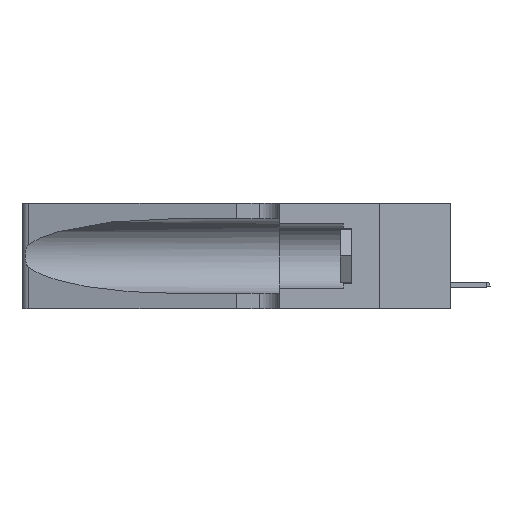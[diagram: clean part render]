
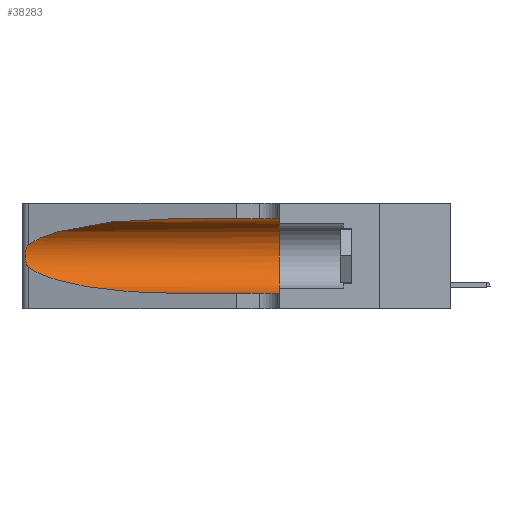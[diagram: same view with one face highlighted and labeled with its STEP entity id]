
A CAD part, left-side view. The second image highlights one B-rep face of the part: STEP entity #38283.
In plain terms, the highlighted cylindrical face has radius 3.308 mm (diameter 6.617 mm), a partial arc.
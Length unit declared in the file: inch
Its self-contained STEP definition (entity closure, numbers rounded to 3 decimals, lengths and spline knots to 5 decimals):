
#186 = CARTESIAN_POINT ( 'NONE',  ( 0.25639, 1.23184, 0.21858 ) ) ;
#360 = DIRECTION ( 'NONE',  ( 0., -1., 0. ) ) ;
#994 = LINE ( 'NONE', #38772, #27914 ) ;
#1004 = ORIENTED_EDGE ( 'NONE', *, *, #11057, .T. ) ;
#4163 = CARTESIAN_POINT ( 'NONE',  ( 0.26018, 1.23835, 0.19895 ) ) ;
#4373 = CYLINDRICAL_SURFACE ( 'NONE', #10865, 0.13025 ) ;
#4591 = VERTEX_POINT ( 'NONE', #9554 ) ;
#4601 = DIRECTION ( 'NONE',  ( 0., 1., 0. ) ) ;
#4765 =( BOUNDED_CURVE ( )  B_SPLINE_CURVE ( 3, ( #36616, #39343, #33491, #29759 ),
 .UNSPECIFIED., .F., .T. ) 
 B_SPLINE_CURVE_WITH_KNOTS ( ( 4, 4 ),
 ( 1.5708, 2.84003 ),
 .UNSPECIFIED. ) 
 CURVE ( )  GEOMETRIC_REPRESENTATION_ITEM ( )  RATIONAL_B_SPLINE_CURVE ( ( 1., 0.87, 0.87, 1. ) ) 
 REPRESENTATION_ITEM ( '' )  );
#5522 = ORIENTED_EDGE ( 'NONE', *, *, #20726, .F. ) ;
#6765 = ORIENTED_EDGE ( 'NONE', *, *, #9316, .F. ) ;
#7107 = CARTESIAN_POINT ( 'NONE',  ( 0.26017, 1.23833, 0.17102 ) ) ;
#7152 = CARTESIAN_POINT ( 'NONE',  ( 0.1305, 0.72297, 0.05475 ) ) ;
#7311 = CARTESIAN_POINT ( 'NONE',  ( 0.26075, 1.23896, 0.19203 ) ) ;
#9316 = EDGE_CURVE ( 'NONE', #37411, #38374, #33053, .T. ) ;
#9554 = CARTESIAN_POINT ( 'NONE',  ( 0.25487, 1.22718, 0.22369 ) ) ;
#9859 = CARTESIAN_POINT ( 'NONE',  ( 0.25487, 1.22718, 0.14631 ) ) ;
#10071 = CARTESIAN_POINT ( 'NONE',  ( 0.18966, 0.96281, 0.05475 ) ) ;
#10156 =( BOUNDED_CURVE ( )  B_SPLINE_CURVE ( 3, ( #9859, #22570, #10071, #7152 ),
 .UNSPECIFIED., .F., .T. ) 
 B_SPLINE_CURVE_WITH_KNOTS ( ( 4, 4 ),
 ( 3.44316, 4.71239 ),
 .UNSPECIFIED. ) 
 CURVE ( )  GEOMETRIC_REPRESENTATION_ITEM ( )  RATIONAL_B_SPLINE_CURVE ( ( 1., 0.87, 0.87, 1. ) ) 
 REPRESENTATION_ITEM ( '' )  );
#10450 = DIRECTION ( 'NONE',  ( 0., -1., 0. ) ) ;
#10688 = ORIENTED_EDGE ( 'NONE', *, *, #38267, .T. ) ;
#10865 = AXIS2_PLACEMENT_3D ( 'NONE', #16501, #10450, #20050 ) ;
#11057 = EDGE_CURVE ( 'NONE', #4591, #33877, #35170, .T. ) ;
#14777 = EDGE_CURVE ( 'NONE', #29632, #4591, #4765, .T. ) ;
#16501 = CARTESIAN_POINT ( 'NONE',  ( 0.1305, 1.61858, 0.185 ) ) ;
#17541 = ORIENTED_EDGE ( 'NONE', *, *, #14777, .T. ) ;
#18829 = VECTOR ( 'NONE', #39029, 39.37008 ) ;
#18984 = CARTESIAN_POINT ( 'NONE',  ( 0.25555, 1.22994, 0.2215 ) ) ;
#19422 = CARTESIAN_POINT ( 'NONE',  ( 0.1305, 0.72297, 0.05475 ) ) ;
#20050 = DIRECTION ( 'NONE',  ( 0., 0., -1. ) ) ;
#20235 = CARTESIAN_POINT ( 'NONE',  ( 0.25789, 1.23486, 0.15765 ) ) ;
#20248 = FACE_OUTER_BOUND ( 'NONE', #40535, .T. ) ;
#20476 = CARTESIAN_POINT ( 'NONE',  ( 0.1305, 0.35, 0.185 ) ) ;
#20726 = EDGE_CURVE ( 'NONE', #29632, #37411, #994, .T. ) ;
#22570 = CARTESIAN_POINT ( 'NONE',  ( 0.2373, 1.15595, 0.08982 ) ) ;
#23252 = CARTESIAN_POINT ( 'NONE',  ( 0.1305, 0.72297, 0.31525 ) ) ;
#25617 = CARTESIAN_POINT ( 'NONE',  ( 0.1305, 0.35, 0.31525 ) ) ;
#26293 = CARTESIAN_POINT ( 'NONE',  ( 0.26075, 1.23896, 0.178 ) ) ;
#26702 = CARTESIAN_POINT ( 'NONE',  ( 0.25555, 1.22993, 0.14849 ) ) ;
#26715 = CARTESIAN_POINT ( 'NONE',  ( 0.1305, 0.35, 0.05475 ) ) ;
#26900 = CARTESIAN_POINT ( 'NONE',  ( 0.25639, 1.23186, 0.15144 ) ) ;
#27674 = CARTESIAN_POINT ( 'NONE',  ( 0.25487, 1.22718, 0.14631 ) ) ;
#27914 = VECTOR ( 'NONE', #360, 39.37008 ) ;
#28812 = CARTESIAN_POINT ( 'NONE',  ( 0.25487, 1.22718, 0.22369 ) ) ;
#29244 = CARTESIAN_POINT ( 'NONE',  ( 0.1305, 1.61858, 0.05475 ) ) ;
#29481 = DIRECTION ( 'NONE',  ( 0., 0., 1. ) ) ;
#29632 = VERTEX_POINT ( 'NONE', #23252 ) ;
#29759 = CARTESIAN_POINT ( 'NONE',  ( 0.25487, 1.22718, 0.22369 ) ) ;
#31723 = CARTESIAN_POINT ( 'NONE',  ( 0.25787, 1.23484, 0.2124 ) ) ;
#33053 = CIRCLE ( 'NONE', #36389, 0.13025 ) ;
#33167 = CARTESIAN_POINT ( 'NONE',  ( 0.25856, 1.23593, 0.16098 ) ) ;
#33325 = EDGE_CURVE ( 'NONE', #33877, #38286, #10156, .T. ) ;
#33491 = CARTESIAN_POINT ( 'NONE',  ( 0.2373, 1.15595, 0.28018 ) ) ;
#33877 = VERTEX_POINT ( 'NONE', #27674 ) ;
#35170 = B_SPLINE_CURVE_WITH_KNOTS ( 'NONE', 3,
 ( #28812, #18984, #186, #31723, #38396, #4163, #7311, #26293, #7107, #33167, #20235, #26900, #26702, #39430 ),
 .UNSPECIFIED., .F., .F.,
 ( 4, 2, 2, 2, 2, 2, 4 ),
 ( 0., 0.00027, 0.00053, 0.00107, 0.0016, 0.00187, 0.00214 ),
 .UNSPECIFIED. ) ;
#35912 = LINE ( 'NONE', #29244, #18829 ) ;
#36166 = ORIENTED_EDGE ( 'NONE', *, *, #33325, .T. ) ;
#36389 = AXIS2_PLACEMENT_3D ( 'NONE', #20476, #4601, #29481 ) ;
#36616 = CARTESIAN_POINT ( 'NONE',  ( 0.1305, 0.72297, 0.31525 ) ) ;
#37411 = VERTEX_POINT ( 'NONE', #25617 ) ;
#38267 = EDGE_CURVE ( 'NONE', #38286, #38374, #35912, .T. ) ;
#38283 = ADVANCED_FACE ( 'NONE', ( #20248 ), #4373, .F. ) ;
#38286 = VERTEX_POINT ( 'NONE', #19422 ) ;
#38374 = VERTEX_POINT ( 'NONE', #26715 ) ;
#38396 = CARTESIAN_POINT ( 'NONE',  ( 0.25854, 1.2359, 0.20912 ) ) ;
#38772 = CARTESIAN_POINT ( 'NONE',  ( 0.1305, 1.61858, 0.31525 ) ) ;
#39029 = DIRECTION ( 'NONE',  ( 0., -1., 0. ) ) ;
#39343 = CARTESIAN_POINT ( 'NONE',  ( 0.18966, 0.96281, 0.31525 ) ) ;
#39430 = CARTESIAN_POINT ( 'NONE',  ( 0.25487, 1.22718, 0.14631 ) ) ;
#40535 = EDGE_LOOP ( 'NONE', ( #17541, #1004, #36166, #10688, #6765, #5522 ) ) ;
